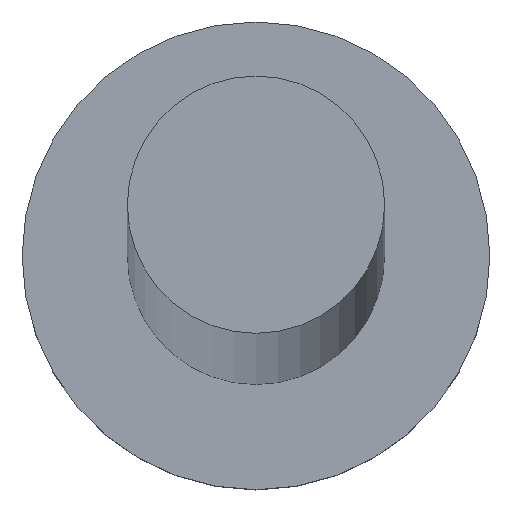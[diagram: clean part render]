
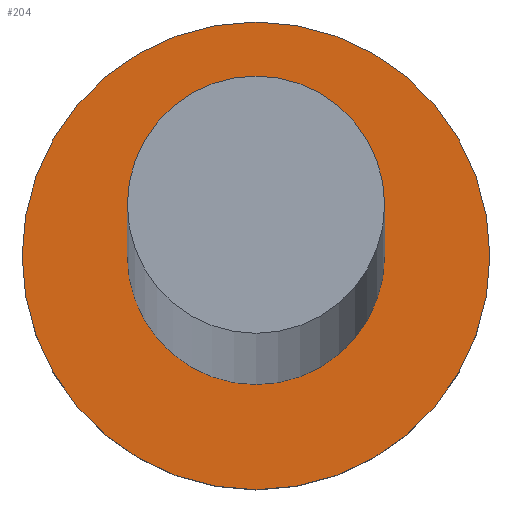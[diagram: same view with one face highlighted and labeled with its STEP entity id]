
A CAD part, top view. The second image highlights one B-rep face of the part: STEP entity #204.
In plain terms, the highlighted planar face has unit normal (0, 0, 1).
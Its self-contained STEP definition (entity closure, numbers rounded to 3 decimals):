
#5 = DIRECTION ( 'NONE',  ( 1., 0., 0. ) ) ;
#6 = ORIENTED_EDGE ( 'NONE', *, *, #58, .F. ) ;
#11 = DIRECTION ( 'NONE',  ( 1., 0., 0. ) ) ;
#16 = DIRECTION ( 'NONE',  ( 1., 0., 0. ) ) ;
#19 = ORIENTED_EDGE ( 'NONE', *, *, #24, .F. ) ;
#24 = EDGE_CURVE ( 'NONE', #105, #210, #164, .T. ) ;
#28 = AXIS2_PLACEMENT_3D ( 'NONE', #150, #86, #11 ) ;
#30 = PLANE ( 'NONE',  #28 ) ;
#33 = FACE_BOUND ( 'NONE', #84, .T. ) ;
#45 = DIRECTION ( 'NONE',  ( 0., 0., 1. ) ) ;
#58 = EDGE_CURVE ( 'NONE', #210, #105, #211, .T. ) ;
#62 = DIRECTION ( 'NONE',  ( 0., 0., 1. ) ) ;
#64 = AXIS2_PLACEMENT_3D ( 'NONE', #243, #183, #5 ) ;
#75 = EDGE_CURVE ( 'NONE', #188, #230, #148, .T. ) ;
#84 = EDGE_LOOP ( 'NONE', ( #19, #6 ) ) ;
#86 = DIRECTION ( 'NONE',  ( 0., 0., 1. ) ) ;
#92 = DIRECTION ( 'NONE',  ( 0., 0., 1. ) ) ;
#104 = DIRECTION ( 'NONE',  ( 1., 0., 0. ) ) ;
#105 = VERTEX_POINT ( 'NONE', #128 ) ;
#107 = CIRCLE ( 'NONE', #133, 5. ) ;
#111 = FACE_OUTER_BOUND ( 'NONE', #122, .T. ) ;
#117 = CARTESIAN_POINT ( 'NONE',  ( 5., 0., 3. ) ) ;
#122 = EDGE_LOOP ( 'NONE', ( #124, #227 ) ) ;
#124 = ORIENTED_EDGE ( 'NONE', *, *, #75, .T. ) ;
#126 = EDGE_CURVE ( 'NONE', #230, #188, #107, .T. ) ;
#128 = CARTESIAN_POINT ( 'NONE',  ( -2.75, 0., 3. ) ) ;
#130 = CARTESIAN_POINT ( 'NONE',  ( 0., 0., 3. ) ) ;
#133 = AXIS2_PLACEMENT_3D ( 'NONE', #130, #92, #16 ) ;
#145 = DIRECTION ( 'NONE',  ( 1., 0., 0. ) ) ;
#146 = CARTESIAN_POINT ( 'NONE',  ( 0., 0., 3. ) ) ;
#148 = CIRCLE ( 'NONE', #219, 5. ) ;
#150 = CARTESIAN_POINT ( 'NONE',  ( 0., 0., 3. ) ) ;
#163 = CARTESIAN_POINT ( 'NONE',  ( 2.75, 0., 3. ) ) ;
#164 = CIRCLE ( 'NONE', #205, 2.75 ) ;
#183 = DIRECTION ( 'NONE',  ( 0., 0., 1. ) ) ;
#188 = VERTEX_POINT ( 'NONE', #218 ) ;
#204 = ADVANCED_FACE ( 'NONE', ( #33, #111 ), #30, .T. ) ;
#205 = AXIS2_PLACEMENT_3D ( 'NONE', #242, #62, #145 ) ;
#210 = VERTEX_POINT ( 'NONE', #163 ) ;
#211 = CIRCLE ( 'NONE', #64, 2.75 ) ;
#218 = CARTESIAN_POINT ( 'NONE',  ( -5., 0., 3. ) ) ;
#219 = AXIS2_PLACEMENT_3D ( 'NONE', #146, #45, #104 ) ;
#227 = ORIENTED_EDGE ( 'NONE', *, *, #126, .T. ) ;
#230 = VERTEX_POINT ( 'NONE', #117 ) ;
#242 = CARTESIAN_POINT ( 'NONE',  ( 0., 0., 3. ) ) ;
#243 = CARTESIAN_POINT ( 'NONE',  ( 0., 0., 3. ) ) ;
